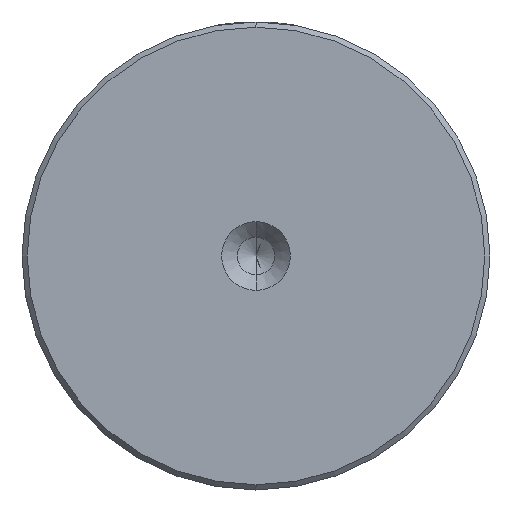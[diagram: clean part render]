
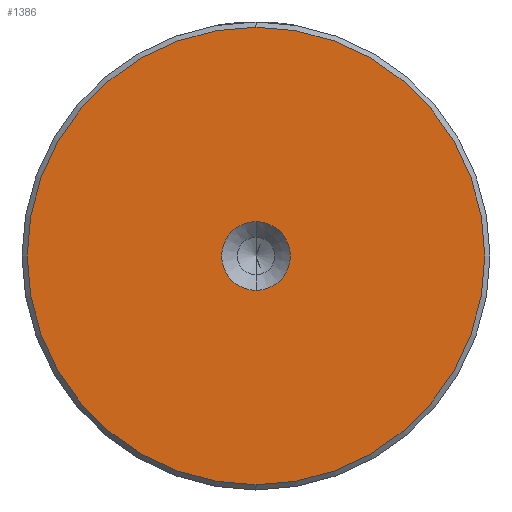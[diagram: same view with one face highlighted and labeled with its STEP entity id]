
A CAD part, left-side view. The second image highlights one B-rep face of the part: STEP entity #1386.
In plain terms, the highlighted planar face has unit normal (-1, 0, 0).
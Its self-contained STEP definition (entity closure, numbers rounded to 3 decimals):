
#30 = CIRCLE ( 'NONE', #1608, 22. ) ;
#36 = CIRCLE ( 'NONE', #146, 22. ) ;
#145 = DIRECTION ( 'NONE',  ( 0., 0., 1. ) ) ;
#146 = AXIS2_PLACEMENT_3D ( 'NONE', #2176, #1821, #1287 ) ;
#153 = DIRECTION ( 'NONE',  ( -1., 0., 0. ) ) ;
#166 = CARTESIAN_POINT ( 'NONE',  ( 0., 0., 0. ) ) ;
#210 = FACE_BOUND ( 'NONE', #305, .T. ) ;
#253 = DIRECTION ( 'NONE',  ( -1., 0., 0. ) ) ;
#269 = CARTESIAN_POINT ( 'NONE',  ( 0., 0., 3.3 ) ) ;
#305 = EDGE_LOOP ( 'NONE', ( #2230, #2167 ) ) ;
#358 = AXIS2_PLACEMENT_3D ( 'NONE', #834, #2093, #1021 ) ;
#402 = ORIENTED_EDGE ( 'NONE', *, *, #2338, .T. ) ;
#449 = EDGE_CURVE ( 'NONE', #1773, #1432, #779, .T. ) ;
#464 = CARTESIAN_POINT ( 'NONE',  ( 0., 0., 0. ) ) ;
#628 = DIRECTION ( 'NONE',  ( 0., 0., 1. ) ) ;
#779 = CIRCLE ( 'NONE', #1023, 3.3 ) ;
#789 = CARTESIAN_POINT ( 'NONE',  ( 0., 0., 0. ) ) ;
#834 = CARTESIAN_POINT ( 'NONE',  ( 0., 0., 0. ) ) ;
#905 = EDGE_LOOP ( 'NONE', ( #402, #953 ) ) ;
#953 = ORIENTED_EDGE ( 'NONE', *, *, #972, .T. ) ;
#972 = EDGE_CURVE ( 'NONE', #1465, #1726, #36, .T. ) ;
#1021 = DIRECTION ( 'NONE',  ( 0., 0., 1. ) ) ;
#1023 = AXIS2_PLACEMENT_3D ( 'NONE', #166, #153, #145 ) ;
#1070 = CIRCLE ( 'NONE', #358, 3.3 ) ;
#1287 = DIRECTION ( 'NONE',  ( 0., 0., 1. ) ) ;
#1336 = PLANE ( 'NONE',  #2068 ) ;
#1386 = ADVANCED_FACE ( 'NONE', ( #2126, #210 ), #1336, .T. ) ;
#1432 = VERTEX_POINT ( 'NONE', #269 ) ;
#1452 = EDGE_CURVE ( 'NONE', #1432, #1773, #1070, .T. ) ;
#1465 = VERTEX_POINT ( 'NONE', #2270 ) ;
#1513 = DIRECTION ( 'NONE',  ( 0., 0., 1. ) ) ;
#1561 = CARTESIAN_POINT ( 'NONE',  ( 0., 0., -3.3 ) ) ;
#1608 = AXIS2_PLACEMENT_3D ( 'NONE', #464, #1703, #628 ) ;
#1703 = DIRECTION ( 'NONE',  ( -1., 0., 0. ) ) ;
#1726 = VERTEX_POINT ( 'NONE', #1776 ) ;
#1773 = VERTEX_POINT ( 'NONE', #1561 ) ;
#1776 = CARTESIAN_POINT ( 'NONE',  ( 0., 0., -22. ) ) ;
#1821 = DIRECTION ( 'NONE',  ( -1., 0., 0. ) ) ;
#2068 = AXIS2_PLACEMENT_3D ( 'NONE', #789, #253, #1513 ) ;
#2093 = DIRECTION ( 'NONE',  ( -1., 0., 0. ) ) ;
#2126 = FACE_OUTER_BOUND ( 'NONE', #905, .T. ) ;
#2167 = ORIENTED_EDGE ( 'NONE', *, *, #449, .F. ) ;
#2176 = CARTESIAN_POINT ( 'NONE',  ( 0., 0., 0. ) ) ;
#2230 = ORIENTED_EDGE ( 'NONE', *, *, #1452, .F. ) ;
#2270 = CARTESIAN_POINT ( 'NONE',  ( 0., 0., 22. ) ) ;
#2338 = EDGE_CURVE ( 'NONE', #1726, #1465, #30, .T. ) ;
